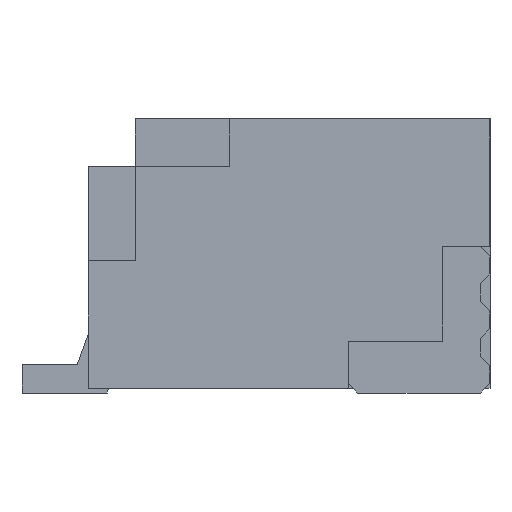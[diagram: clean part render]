
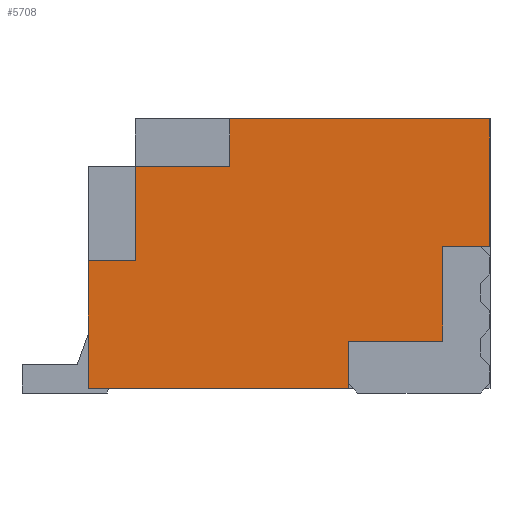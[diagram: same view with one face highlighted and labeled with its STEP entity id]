
A CAD part, left-side view. The second image highlights one B-rep face of the part: STEP entity #5708.
In plain terms, the highlighted planar face has unit normal (-1, 0, 0).
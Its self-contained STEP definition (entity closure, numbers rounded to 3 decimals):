
#239=FACE_OUTER_BOUND('',#542,.T.);
#542=EDGE_LOOP('',(#4564,#4565,#4566,#4567,#4568,#4569,#4570,#4571,#4572,
#4573,#4574,#4575));
#1073=LINE('',#8337,#1846);
#1103=LINE('',#8398,#1876);
#1153=LINE('',#8500,#1926);
#1158=LINE('',#8509,#1931);
#1160=LINE('',#8513,#1933);
#1161=LINE('',#8516,#1934);
#1164=LINE('',#8522,#1937);
#1168=LINE('',#8530,#1941);
#1171=LINE('',#8536,#1944);
#1181=LINE('',#8554,#1954);
#1204=LINE('',#8600,#1977);
#1205=LINE('',#8602,#1978);
#1846=VECTOR('',#6854,2.75);
#1876=VECTOR('',#6902,1.35);
#1926=VECTOR('',#6984,0.5);
#1931=VECTOR('',#6991,1.);
#1933=VECTOR('',#6995,1.);
#1934=VECTOR('',#6998,0.5);
#1937=VECTOR('',#7003,1.);
#1941=VECTOR('',#7011,1.);
#1944=VECTOR('',#7016,0.5);
#1954=VECTOR('',#7034,0.5);
#1977=VECTOR('',#7061,1.35);
#1978=VECTOR('',#7064,2.75);
#2474=VERTEX_POINT('',#8334);
#2475=VERTEX_POINT('',#8336);
#2492=VERTEX_POINT('',#8386);
#2532=VERTEX_POINT('',#8497);
#2533=VERTEX_POINT('',#8499);
#2536=VERTEX_POINT('',#8507);
#2537=VERTEX_POINT('',#8511);
#2538=VERTEX_POINT('',#8515);
#2540=VERTEX_POINT('',#8521);
#2542=VERTEX_POINT('',#8529);
#2544=VERTEX_POINT('',#8535);
#2569=VERTEX_POINT('',#8598);
#3135=EDGE_CURVE('',#2475,#2474,#1073,.T.);
#3165=EDGE_CURVE('',#2492,#2475,#1103,.T.);
#3215=EDGE_CURVE('',#2533,#2532,#1153,.T.);
#3220=EDGE_CURVE('',#2532,#2536,#1158,.T.);
#3222=EDGE_CURVE('',#2536,#2537,#1160,.T.);
#3223=EDGE_CURVE('',#2474,#2538,#1161,.T.);
#3226=EDGE_CURVE('',#2538,#2540,#1164,.T.);
#3230=EDGE_CURVE('',#2540,#2542,#1168,.T.);
#3233=EDGE_CURVE('',#2542,#2544,#1171,.T.);
#3243=EDGE_CURVE('',#2537,#2492,#1181,.T.);
#3266=EDGE_CURVE('',#2544,#2569,#1204,.T.);
#3267=EDGE_CURVE('',#2569,#2533,#1205,.T.);
#4564=ORIENTED_EDGE('',*,*,#3223,.T.);
#4565=ORIENTED_EDGE('',*,*,#3226,.T.);
#4566=ORIENTED_EDGE('',*,*,#3230,.T.);
#4567=ORIENTED_EDGE('',*,*,#3233,.T.);
#4568=ORIENTED_EDGE('',*,*,#3266,.T.);
#4569=ORIENTED_EDGE('',*,*,#3267,.T.);
#4570=ORIENTED_EDGE('',*,*,#3215,.T.);
#4571=ORIENTED_EDGE('',*,*,#3220,.T.);
#4572=ORIENTED_EDGE('',*,*,#3222,.T.);
#4573=ORIENTED_EDGE('',*,*,#3243,.T.);
#4574=ORIENTED_EDGE('',*,*,#3165,.T.);
#4575=ORIENTED_EDGE('',*,*,#3135,.T.);
#5215=PLANE('',#5997);
#5708=ADVANCED_FACE('',(#239),#5215,.T.);
#5997=AXIS2_PLACEMENT_3D('',#8601,#7062,#7063);
#6854=DIRECTION('',(0.,1.,0.));
#6902=DIRECTION('',(0.,0.,1.));
#6984=DIRECTION('',(0.,0.,1.));
#6991=DIRECTION('',(0.,-1.,0.));
#6995=DIRECTION('',(0.,0.,1.));
#6998=DIRECTION('',(0.,0.,-1.));
#7003=DIRECTION('',(0.,1.,0.));
#7011=DIRECTION('',(0.,0.,-1.));
#7016=DIRECTION('',(0.,1.,0.));
#7034=DIRECTION('',(0.,-1.,0.));
#7061=DIRECTION('',(0.,0.,-1.));
#7062=DIRECTION('center_axis',(-1.,0.,0.));
#7063=DIRECTION('ref_axis',(0.,0.,1.));
#7064=DIRECTION('',(0.,-1.,0.));
#8334=CARTESIAN_POINT('',(-3.,-1.5,2.9));
#8336=CARTESIAN_POINT('',(-3.,-4.25,2.9));
#8337=CARTESIAN_POINT('',(-3.,-4.25,2.9));
#8386=CARTESIAN_POINT('',(-3.,-4.25,1.55));
#8398=CARTESIAN_POINT('',(-3.,-4.25,0.05));
#8497=CARTESIAN_POINT('',(-3.,-2.75,0.55));
#8499=CARTESIAN_POINT('',(-3.,-2.75,0.05));
#8500=CARTESIAN_POINT('',(-3.,-2.75,1.006));
#8507=CARTESIAN_POINT('',(-3.,-3.75,0.55));
#8509=CARTESIAN_POINT('',(-3.,-2.861,0.55));
#8511=CARTESIAN_POINT('',(-3.,-3.75,1.55));
#8513=CARTESIAN_POINT('',(-3.,-3.75,1.506));
#8515=CARTESIAN_POINT('',(-3.,-1.5,2.4));
#8516=CARTESIAN_POINT('',(-3.,-1.5,1.931));
#8521=CARTESIAN_POINT('',(-3.,-0.5,2.4));
#8522=CARTESIAN_POINT('',(-3.,-1.236,2.4));
#8529=CARTESIAN_POINT('',(-3.,-0.5,1.4));
#8530=CARTESIAN_POINT('',(-3.,-0.5,1.431));
#8535=CARTESIAN_POINT('',(-3.,0.,1.4));
#8536=CARTESIAN_POINT('',(-3.,-0.986,1.4));
#8554=CARTESIAN_POINT('',(-3.,-3.111,1.55));
#8598=CARTESIAN_POINT('',(-3.,0.,0.05));
#8600=CARTESIAN_POINT('',(-3.,0.,2.4));
#8601=CARTESIAN_POINT('Origin',(-3.,-1.972,1.463));
#8602=CARTESIAN_POINT('',(-3.,0.,0.05));
